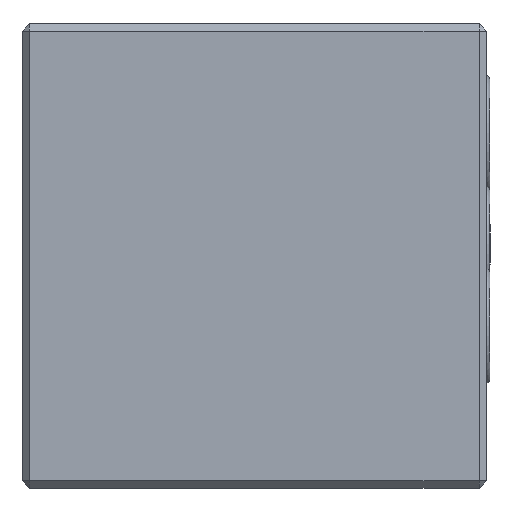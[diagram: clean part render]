
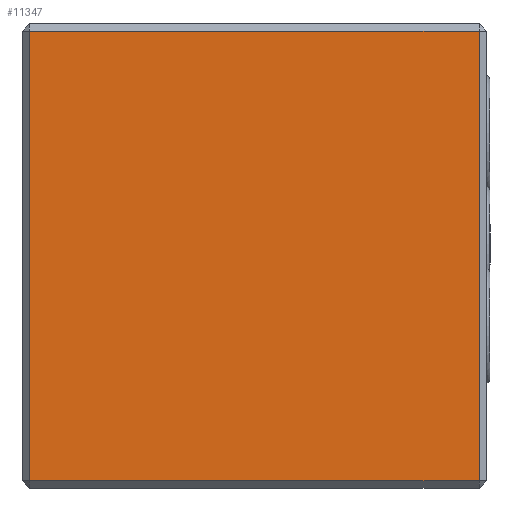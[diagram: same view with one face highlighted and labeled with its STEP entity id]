
A CAD part, left-side view. The second image highlights one B-rep face of the part: STEP entity #11347.
In plain terms, the highlighted planar face has unit normal (-1, 0, 0).
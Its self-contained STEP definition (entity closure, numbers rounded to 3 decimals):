
#995 = FACE_OUTER_BOUND ( 'NONE', #17205, .T. ) ;
#1294 = VECTOR ( 'NONE', #6685, 1000. ) ;
#2023 = DIRECTION ( 'NONE',  ( 0., 0., -1. ) ) ;
#3122 = EDGE_CURVE ( 'NONE', #10890, #11166, #20555, .T. ) ;
#3880 = VERTEX_POINT ( 'NONE', #14955 ) ;
#4047 = ORIENTED_EDGE ( 'NONE', *, *, #17035, .F. ) ;
#5286 = CARTESIAN_POINT ( 'NONE',  ( 38.1, -1., -62. ) ) ;
#5764 = ORIENTED_EDGE ( 'NONE', *, *, #3122, .F. ) ;
#6060 = CARTESIAN_POINT ( 'NONE',  ( 38.1, -62., -62. ) ) ;
#6550 = LINE ( 'NONE', #20814, #17762 ) ;
#6685 = DIRECTION ( 'NONE',  ( 0., 0., -1. ) ) ;
#7832 = AXIS2_PLACEMENT_3D ( 'NONE', #15588, #20864, #2023 ) ;
#8888 = EDGE_CURVE ( 'NONE', #3880, #10389, #12558, .T. ) ;
#9033 = PLANE ( 'NONE',  #7832 ) ;
#10331 = DIRECTION ( 'NONE',  ( 0., -1., 0. ) ) ;
#10382 = VECTOR ( 'NONE', #10331, 1000. ) ;
#10389 = VERTEX_POINT ( 'NONE', #16533 ) ;
#10447 = VECTOR ( 'NONE', #17815, 1000. ) ;
#10624 = ORIENTED_EDGE ( 'NONE', *, *, #20170, .F. ) ;
#10890 = VERTEX_POINT ( 'NONE', #6060 ) ;
#11166 = VERTEX_POINT ( 'NONE', #5286 ) ;
#11347 = ADVANCED_FACE ( 'NONE', ( #995 ), #9033, .T. ) ;
#12110 = CARTESIAN_POINT ( 'NONE',  ( 38.1, -63., -1. ) ) ;
#12197 = DIRECTION ( 'NONE',  ( 0., 0., 1. ) ) ;
#12558 = LINE ( 'NONE', #12110, #10382 ) ;
#14131 = LINE ( 'NONE', #20256, #1294 ) ;
#14245 = ORIENTED_EDGE ( 'NONE', *, *, #8888, .F. ) ;
#14955 = CARTESIAN_POINT ( 'NONE',  ( 38.1, -1., -1. ) ) ;
#15588 = CARTESIAN_POINT ( 'NONE',  ( 38.1, -63., 0. ) ) ;
#16024 = CARTESIAN_POINT ( 'NONE',  ( 38.1, 0., -62. ) ) ;
#16533 = CARTESIAN_POINT ( 'NONE',  ( 38.1, -62., -1. ) ) ;
#17035 = EDGE_CURVE ( 'NONE', #10389, #10890, #14131, .T. ) ;
#17205 = EDGE_LOOP ( 'NONE', ( #14245, #10624, #5764, #4047 ) ) ;
#17762 = VECTOR ( 'NONE', #12197, 1000. ) ;
#17815 = DIRECTION ( 'NONE',  ( 0., 1., 0. ) ) ;
#20170 = EDGE_CURVE ( 'NONE', #11166, #3880, #6550, .T. ) ;
#20256 = CARTESIAN_POINT ( 'NONE',  ( 38.1, -62., -63. ) ) ;
#20555 = LINE ( 'NONE', #16024, #10447 ) ;
#20814 = CARTESIAN_POINT ( 'NONE',  ( 38.1, -1., 0. ) ) ;
#20864 = DIRECTION ( 'NONE',  ( -1., 0., 0. ) ) ;
